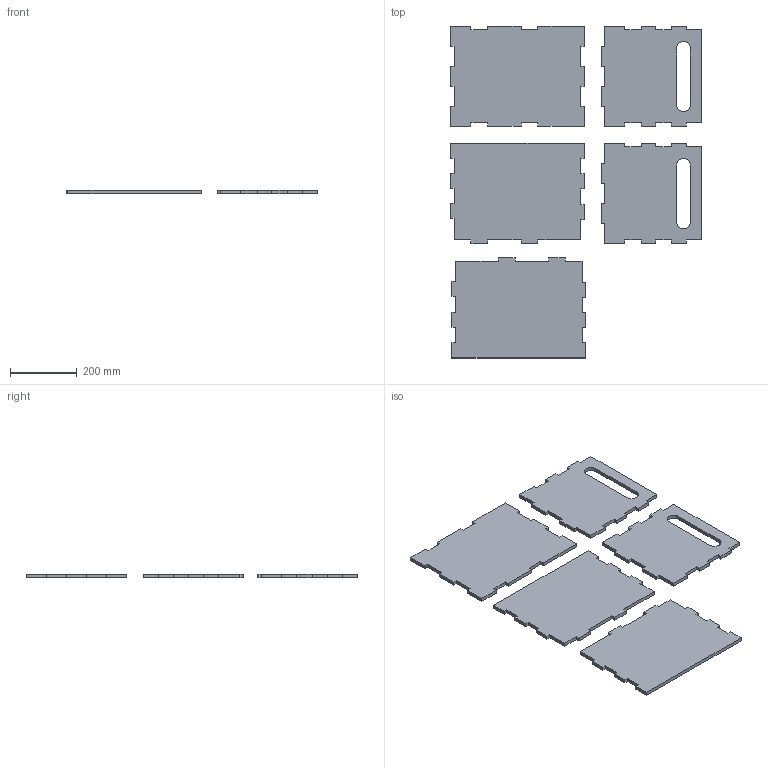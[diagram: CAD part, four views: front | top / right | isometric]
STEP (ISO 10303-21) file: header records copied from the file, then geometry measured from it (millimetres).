
FILE_DESCRIPTION(/* description */ (''),/* implementation_level */ '2;1');
FILE_NAME(/* name */ 'box new v5.step',/* time_stamp */ '2019-03-12T16:11:04+02:00',/* author */ ('sahan.wickramaarachchi'),/* organization */ (''),/* preprocessor_version */ 'ST-DEVELOPER v17.2',/* originating_system */ 'Autodesk Translation Framework v7.6.0.251',/* authorisation */ '');
FILE_SCHEMA (('AUTOMOTIVE_DESIGN { 1 0 10303 214 3 1 1 }'));
Length unit declared in the file: millimetre
Products named in the file (4): box new; base; side; front (1)
Assembly tree (5 placements, depth 2):
  box new
    base
    side  x2
    front (1)  x2
Bounding box: 750 x 992 x 11 mm (x, y, z)
Volume: 5449739.1 mm3; surface area: 1080518.8 mm2
Topology: 5 solids, 5 shells, 182 faces, 516 edges, 344 vertices
Faces by surface type: plane 178, cylinder 4
Entity records: 3637 total; most frequent: CARTESIAN_POINT 639, ORIENTED_EDGE 624, DIRECTION 554, EDGE_CURVE 312, LINE 308, VECTOR 308, VERTEX_POINT 208, AXIS2_PLACEMENT_3D 123
